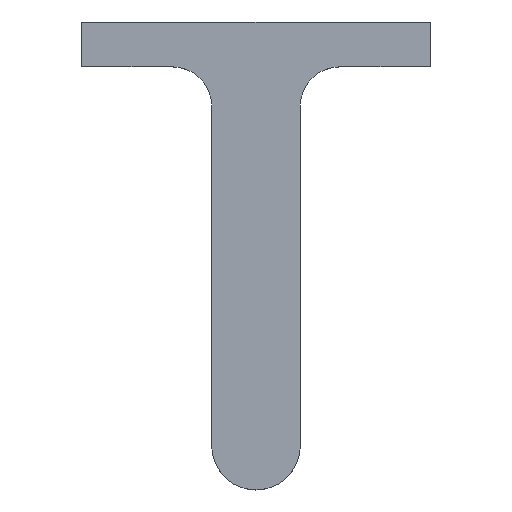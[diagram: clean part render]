
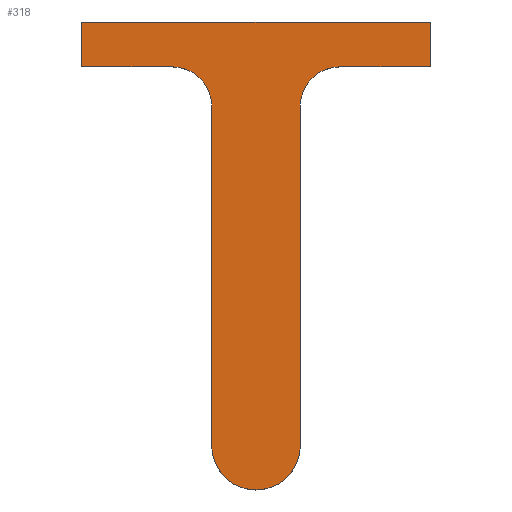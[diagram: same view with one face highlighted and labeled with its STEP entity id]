
A CAD part, top view. The second image highlights one B-rep face of the part: STEP entity #318.
In plain terms, the highlighted planar face has unit normal (0, 0, 1).
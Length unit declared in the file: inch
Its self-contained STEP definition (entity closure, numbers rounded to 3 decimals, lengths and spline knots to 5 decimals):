
#3 = VERTEX_POINT ( 'NONE', #362 ) ;
#6 = AXIS2_PLACEMENT_3D ( 'NONE', #99, #249, #53 ) ;
#7 = ORIENTED_EDGE ( 'NONE', *, *, #10, .T. ) ;
#10 = EDGE_CURVE ( 'NONE', #197, #101, #176, .T. ) ;
#11 = ORIENTED_EDGE ( 'NONE', *, *, #407, .T. ) ;
#25 = VECTOR ( 'NONE', #272, 39.37008 ) ;
#26 = CARTESIAN_POINT ( 'NONE',  ( -0.0745, -0.04, 0.0155 ) ) ;
#31 = CARTESIAN_POINT ( 'NONE',  ( 0.0395, -0.075, 0.0155 ) ) ;
#35 = ORIENTED_EDGE ( 'NONE', *, *, #395, .T. ) ;
#38 = LINE ( 'NONE', #67, #400 ) ;
#41 = DIRECTION ( 'NONE',  ( 1., 0., 0. ) ) ;
#50 = ORIENTED_EDGE ( 'NONE', *, *, #205, .T. ) ;
#53 = DIRECTION ( 'NONE',  ( 1., 0., 0. ) ) ;
#54 = CARTESIAN_POINT ( 'NONE',  ( 0.1555, -0.04, 0.0155 ) ) ;
#55 = ORIENTED_EDGE ( 'NONE', *, *, #216, .T. ) ;
#56 = DIRECTION ( 'NONE',  ( 0., -1., 0. ) ) ;
#66 = VECTOR ( 'NONE', #56, 39.37008 ) ;
#67 = CARTESIAN_POINT ( 'NONE',  ( -0.0395, -0.075, 0.0155 ) ) ;
#75 = EDGE_CURVE ( 'NONE', #296, #197, #248, .T. ) ;
#80 = CIRCLE ( 'NONE', #121, 0.035 ) ;
#96 = DIRECTION ( 'NONE',  ( 0., 0., -1. ) ) ;
#99 = CARTESIAN_POINT ( 'NONE',  ( 0., -0.3775, 0.0155 ) ) ;
#101 = VERTEX_POINT ( 'NONE', #31 ) ;
#105 = ORIENTED_EDGE ( 'NONE', *, *, #244, .T. ) ;
#114 = ORIENTED_EDGE ( 'NONE', *, *, #118, .T. ) ;
#118 = EDGE_CURVE ( 'NONE', #143, #334, #412, .T. ) ;
#121 = AXIS2_PLACEMENT_3D ( 'NONE', #315, #279, #354 ) ;
#122 = CARTESIAN_POINT ( 'NONE',  ( -0.1555, 0., 0.0155 ) ) ;
#126 = LINE ( 'NONE', #122, #66 ) ;
#128 = CARTESIAN_POINT ( 'NONE',  ( 0.0395, -0.3775, 0.0155 ) ) ;
#139 = EDGE_LOOP ( 'NONE', ( #282, #7, #105, #172, #50, #11, #350, #35, #114, #55 ) ) ;
#143 = VERTEX_POINT ( 'NONE', #26 ) ;
#145 = CARTESIAN_POINT ( 'NONE',  ( -0.0395, -0.075, 0.0155 ) ) ;
#154 = CARTESIAN_POINT ( 'NONE',  ( 0.1555, 0., 0.0155 ) ) ;
#159 = EDGE_CURVE ( 'NONE', #183, #405, #270, .T. ) ;
#165 = PLANE ( 'NONE',  #349 ) ;
#172 = ORIENTED_EDGE ( 'NONE', *, *, #159, .T. ) ;
#176 = LINE ( 'NONE', #364, #278 ) ;
#183 = VERTEX_POINT ( 'NONE', #410 ) ;
#188 = CARTESIAN_POINT ( 'NONE',  ( -0.0745, -0.075, 0.0155 ) ) ;
#189 = EDGE_CURVE ( 'NONE', #250, #3, #126, .T. ) ;
#190 = DIRECTION ( 'NONE',  ( 1., 0., 0. ) ) ;
#193 = VECTOR ( 'NONE', #375, 39.37008 ) ;
#197 = VERTEX_POINT ( 'NONE', #128 ) ;
#198 = CARTESIAN_POINT ( 'NONE',  ( -0.1555, 0., 0.0155 ) ) ;
#199 = VERTEX_POINT ( 'NONE', #370 ) ;
#200 = DIRECTION ( 'NONE',  ( 0., 0., 1. ) ) ;
#205 = EDGE_CURVE ( 'NONE', #405, #199, #309, .T. ) ;
#216 = EDGE_CURVE ( 'NONE', #334, #296, #38, .T. ) ;
#223 = CARTESIAN_POINT ( 'NONE',  ( -0.0395, -0.3775, 0.0155 ) ) ;
#232 = DIRECTION ( 'NONE',  ( 0., 1., 0. ) ) ;
#244 = EDGE_CURVE ( 'NONE', #101, #183, #80, .T. ) ;
#247 = CARTESIAN_POINT ( 'NONE',  ( 0.1555, -0.04, 0.0155 ) ) ;
#248 = CIRCLE ( 'NONE', #6, 0.0395 ) ;
#249 = DIRECTION ( 'NONE',  ( 0., 0., 1. ) ) ;
#250 = VERTEX_POINT ( 'NONE', #198 ) ;
#254 = CARTESIAN_POINT ( 'NONE',  ( 0., -0.3775, 0.0155 ) ) ;
#270 = LINE ( 'NONE', #247, #290 ) ;
#272 = DIRECTION ( 'NONE',  ( -1., 0., 0. ) ) ;
#278 = VECTOR ( 'NONE', #232, 39.37008 ) ;
#279 = DIRECTION ( 'NONE',  ( 0., 0., -1. ) ) ;
#282 = ORIENTED_EDGE ( 'NONE', *, *, #75, .T. ) ;
#284 = VECTOR ( 'NONE', #190, 39.37008 ) ;
#290 = VECTOR ( 'NONE', #402, 39.37008 ) ;
#296 = VERTEX_POINT ( 'NONE', #223 ) ;
#308 = LINE ( 'NONE', #339, #284 ) ;
#309 = LINE ( 'NONE', #154, #193 ) ;
#310 = LINE ( 'NONE', #404, #25 ) ;
#315 = CARTESIAN_POINT ( 'NONE',  ( 0.0745, -0.075, 0.0155 ) ) ;
#317 = DIRECTION ( 'NONE',  ( 0., -1., 0. ) ) ;
#318 = ADVANCED_FACE ( 'NONE', ( #357 ), #165, .T. ) ;
#333 = AXIS2_PLACEMENT_3D ( 'NONE', #188, #96, #336 ) ;
#334 = VERTEX_POINT ( 'NONE', #145 ) ;
#336 = DIRECTION ( 'NONE',  ( -1., 0., 0. ) ) ;
#339 = CARTESIAN_POINT ( 'NONE',  ( -0.1555, -0.04, 0.0155 ) ) ;
#349 = AXIS2_PLACEMENT_3D ( 'NONE', #254, #200, #41 ) ;
#350 = ORIENTED_EDGE ( 'NONE', *, *, #189, .T. ) ;
#354 = DIRECTION ( 'NONE',  ( 1., 0., 0. ) ) ;
#357 = FACE_OUTER_BOUND ( 'NONE', #139, .T. ) ;
#362 = CARTESIAN_POINT ( 'NONE',  ( -0.1555, -0.04, 0.0155 ) ) ;
#364 = CARTESIAN_POINT ( 'NONE',  ( 0.0395, -0.075, 0.0155 ) ) ;
#370 = CARTESIAN_POINT ( 'NONE',  ( 0.1555, 0., 0.0155 ) ) ;
#375 = DIRECTION ( 'NONE',  ( 0., 1., 0. ) ) ;
#395 = EDGE_CURVE ( 'NONE', #3, #143, #308, .T. ) ;
#400 = VECTOR ( 'NONE', #317, 39.37008 ) ;
#402 = DIRECTION ( 'NONE',  ( 1., 0., 0. ) ) ;
#404 = CARTESIAN_POINT ( 'NONE',  ( -0.1555, 0., 0.0155 ) ) ;
#405 = VERTEX_POINT ( 'NONE', #54 ) ;
#407 = EDGE_CURVE ( 'NONE', #199, #250, #310, .T. ) ;
#410 = CARTESIAN_POINT ( 'NONE',  ( 0.0745, -0.04, 0.0155 ) ) ;
#412 = CIRCLE ( 'NONE', #333, 0.035 ) ;
